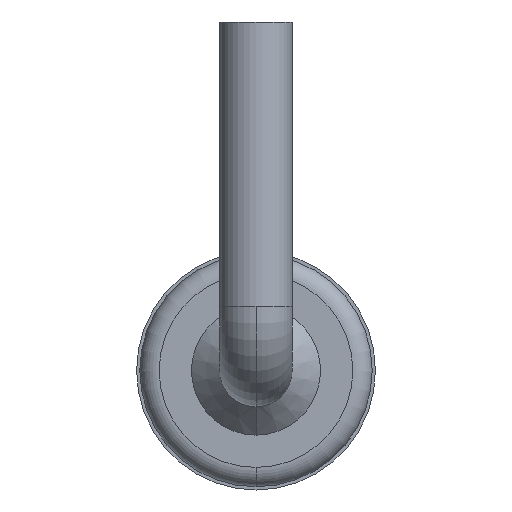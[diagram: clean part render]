
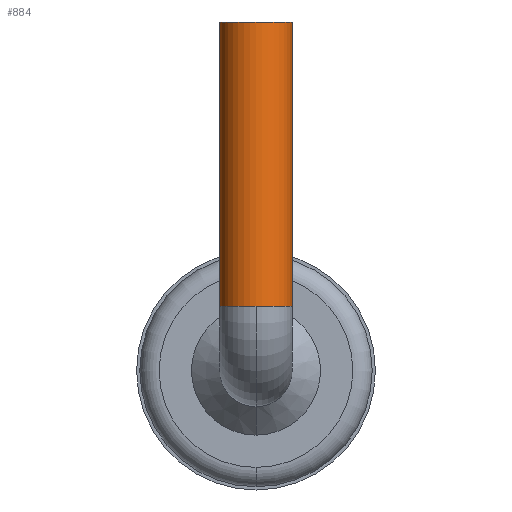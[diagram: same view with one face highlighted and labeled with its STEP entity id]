
A CAD part, front view. The second image highlights one B-rep face of the part: STEP entity #884.
In plain terms, the highlighted cylindrical face has radius 0.28 mm (diameter 0.56 mm), a partial arc.
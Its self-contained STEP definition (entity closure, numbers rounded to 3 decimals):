
#47 = ORIENTED_EDGE ( 'NONE', *, *, #475, .T. ) ;
#72 = DIRECTION ( 'NONE',  ( 0., 1., 0. ) ) ;
#116 = CARTESIAN_POINT ( 'NONE',  ( -0.28, -3.18, 0.5 ) ) ;
#117 = ORIENTED_EDGE ( 'NONE', *, *, #609, .F. ) ;
#121 = EDGE_CURVE ( 'NONE', #1058, #327, #304, .T. ) ;
#135 = LINE ( 'NONE', #151, #800 ) ;
#137 = CYLINDRICAL_SURFACE ( 'NONE', #680, 0.28 ) ;
#151 = CARTESIAN_POINT ( 'NONE',  ( 0.28, -3.18, 0.5 ) ) ;
#161 = VERTEX_POINT ( 'NONE', #301 ) ;
#251 = ORIENTED_EDGE ( 'NONE', *, *, #796, .T. ) ;
#293 = CIRCLE ( 'NONE', #1061, 0.28 ) ;
#301 = CARTESIAN_POINT ( 'NONE',  ( 0.28, -3.18, 0.5 ) ) ;
#304 = LINE ( 'NONE', #116, #875 ) ;
#327 = VERTEX_POINT ( 'NONE', #655 ) ;
#342 = CARTESIAN_POINT ( 'NONE',  ( -0.28, -3.18, 0.5 ) ) ;
#343 = DIRECTION ( 'NONE',  ( 0., 1., 0. ) ) ;
#369 = DIRECTION ( 'NONE',  ( 0., 0., -1. ) ) ;
#374 = ORIENTED_EDGE ( 'NONE', *, *, #656, .F. ) ;
#431 = DIRECTION ( 'NONE',  ( 0., 0., -1. ) ) ;
#436 = ORIENTED_EDGE ( 'NONE', *, *, #121, .F. ) ;
#438 = CARTESIAN_POINT ( 'NONE',  ( 0., -3.18, 0.5 ) ) ;
#452 = CIRCLE ( 'NONE', #1115, 0.28 ) ;
#475 = EDGE_CURVE ( 'NONE', #161, #739, #135, .T. ) ;
#489 = CARTESIAN_POINT ( 'NONE',  ( 0., -3.46, 0.5 ) ) ;
#500 = DIRECTION ( 'NONE',  ( 0., 0., 1. ) ) ;
#596 = FACE_OUTER_BOUND ( 'NONE', #1078, .T. ) ;
#607 = CARTESIAN_POINT ( 'NONE',  ( 0., -3.18, 0.5 ) ) ;
#609 = EDGE_CURVE ( 'NONE', #893, #1058, #293, .T. ) ;
#655 = CARTESIAN_POINT ( 'NONE',  ( -0.28, -3.18, 2.7 ) ) ;
#656 = EDGE_CURVE ( 'NONE', #161, #893, #452, .T. ) ;
#664 = DIRECTION ( 'NONE',  ( 0., 0., 1. ) ) ;
#680 = AXIS2_PLACEMENT_3D ( 'NONE', #607, #942, #881 ) ;
#713 = CARTESIAN_POINT ( 'NONE',  ( 0., -3.18, 0.5 ) ) ;
#739 = VERTEX_POINT ( 'NONE', #851 ) ;
#743 = AXIS2_PLACEMENT_3D ( 'NONE', #904, #975, #343 ) ;
#796 = EDGE_CURVE ( 'NONE', #739, #327, #967, .T. ) ;
#800 = VECTOR ( 'NONE', #500, 1000. ) ;
#851 = CARTESIAN_POINT ( 'NONE',  ( 0.28, -3.18, 2.7 ) ) ;
#875 = VECTOR ( 'NONE', #664, 1000. ) ;
#881 = DIRECTION ( 'NONE',  ( 1., 0., 0. ) ) ;
#884 = ADVANCED_FACE ( 'NONE', ( #596 ), #137, .T. ) ;
#893 = VERTEX_POINT ( 'NONE', #489 ) ;
#904 = CARTESIAN_POINT ( 'NONE',  ( 0., -3.18, 2.7 ) ) ;
#942 = DIRECTION ( 'NONE',  ( 0., 0., 1. ) ) ;
#967 = CIRCLE ( 'NONE', #743, 0.28 ) ;
#975 = DIRECTION ( 'NONE',  ( 0., 0., -1. ) ) ;
#1058 = VERTEX_POINT ( 'NONE', #342 ) ;
#1061 = AXIS2_PLACEMENT_3D ( 'NONE', #713, #369, #1075 ) ;
#1075 = DIRECTION ( 'NONE',  ( 0., 1., 0. ) ) ;
#1078 = EDGE_LOOP ( 'NONE', ( #436, #117, #374, #47, #251 ) ) ;
#1115 = AXIS2_PLACEMENT_3D ( 'NONE', #438, #431, #72 ) ;
